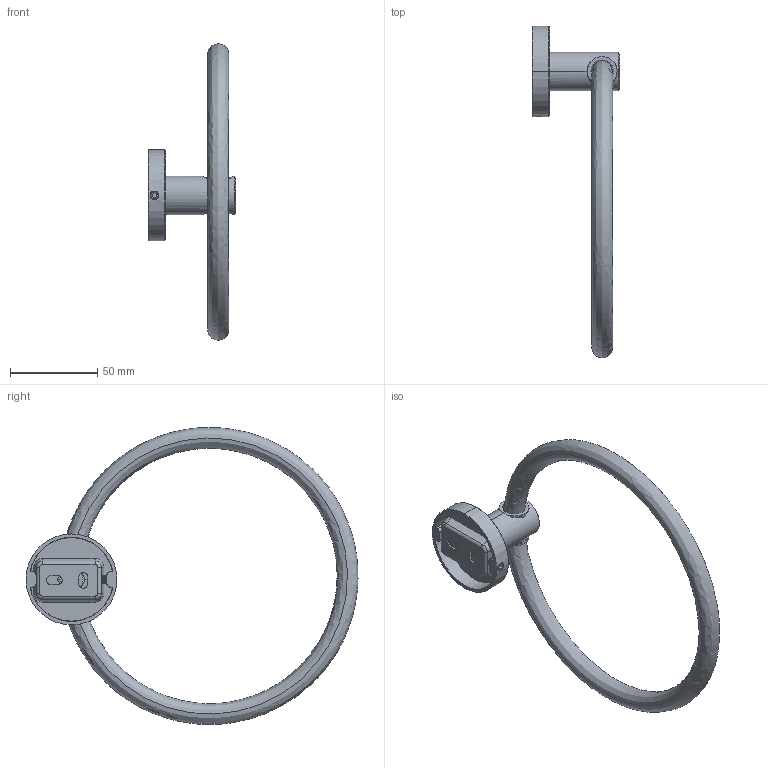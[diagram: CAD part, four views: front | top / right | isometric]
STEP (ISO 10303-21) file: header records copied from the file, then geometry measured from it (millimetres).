
FILE_DESCRIPTION (( 'STEP AP203' ), '1' );
FILE_NAME ('1280R.STEP', '2020-10-13T02:32:43', ( '' ), ( '' ), 'SwSTEP 2.0', 'SolidWorks 2018', '' );
FILE_SCHEMA (( 'CONFIG_CONTROL_DESIGN' ));
Length unit declared in the file: millimetre
Products named in the file (8): 1280R埴禱踫遠芛; 12菁釱; 1280R; 11禱踫遠呿蹋; 11假蚾えㄗ橾ㄘ; 11肣禱踫遠; 俋鞠褒蹟佪M8X12; 内六角尖端紧定螺丝M5X10
Assembly tree (8 placements, depth 2):
  1280R
    12菁釱
    11假蚾えㄗ橾ㄘ
    俋鞠褒蹟佪M8X12
    内六角尖端紧定螺丝M5X10
    1280R埴禱踫遠芛
    11禱踫遠呿蹋  x2
    11肣禱踫遠
Bounding box: 50 x 189.98 x 169.95 mm (x, y, z)
Volume: 31015.2 mm3; surface area: 53495.1 mm2
Topology: 8 solids, 8 shells, 224 faces, 569 edges, 367 vertices
Faces by surface type: cylinder 103, plane 73, cone 32, torus 8, bspline 8
Entity records: 10115 total; most frequent: CARTESIAN_POINT 4418, ORIENTED_EDGE 1082, DIRECTION 951, EDGE_CURVE 541, AXIS2_PLACEMENT_3D 355, VERTEX_POINT 351, VECTOR 241, LINE 241
